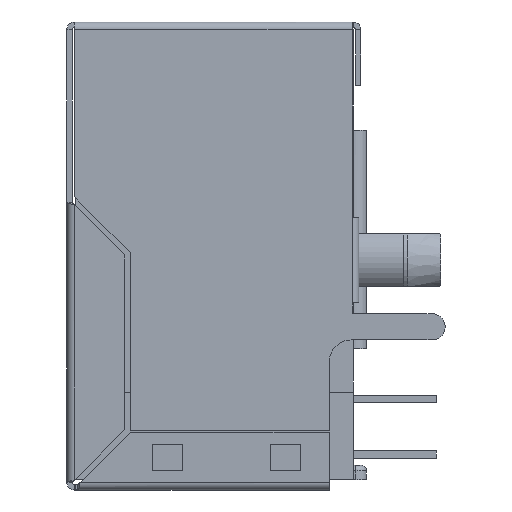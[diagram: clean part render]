
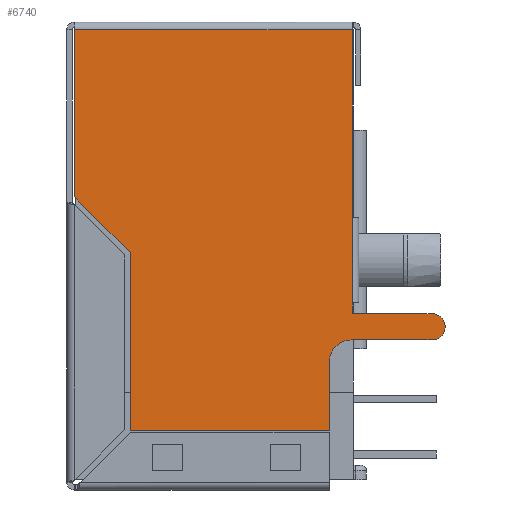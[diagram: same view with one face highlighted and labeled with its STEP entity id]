
A CAD part, left-side view. The second image highlights one B-rep face of the part: STEP entity #6740.
In plain terms, the highlighted planar face has unit normal (-1, 0, 0).
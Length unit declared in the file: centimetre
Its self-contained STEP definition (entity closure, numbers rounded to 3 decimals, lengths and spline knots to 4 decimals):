
#90=PLANE('',#7153);
#402=FACE_OUTER_BOUND('',#792,.T.);
#792=EDGE_LOOP('',(#4737,#4738,#4739,#4740,#4741,#4742,#4743,#4744,#4745,
#4746,#4747,#4748,#4749));
#1208=CIRCLE('',#7154,0.1);
#1209=CIRCLE('',#7155,0.06);
#1368=LINE('',#9684,#2216);
#1374=LINE('',#9698,#2222);
#1375=LINE('',#9700,#2223);
#1376=LINE('',#9704,#2224);
#1377=LINE('',#9707,#2225);
#1378=LINE('',#9709,#2226);
#1379=LINE('',#9711,#2227);
#1380=LINE('',#9713,#2228);
#1381=LINE('',#9715,#2229);
#1382=LINE('',#9717,#2230);
#1383=LINE('',#9718,#2231);
#2216=VECTOR('',#7758,0.05);
#2222=VECTOR('',#7768,0.91);
#2223=VECTOR('',#7769,0.316);
#2224=VECTOR('',#7772,0.37);
#2225=VECTOR('',#7775,0.365);
#2226=VECTOR('',#7776,0.39);
#2227=VECTOR('',#7777,0.859);
#2228=VECTOR('',#7778,1.27);
#2229=VECTOR('',#7779,0.765);
#2230=VECTOR('',#7780,0.3606);
#2231=VECTOR('',#7781,0.815);
#3010=VERTEX_POINT('',#9532);
#3080=VERTEX_POINT('',#9683);
#3085=VERTEX_POINT('',#9696);
#3086=VERTEX_POINT('',#9697);
#3087=VERTEX_POINT('',#9699);
#3088=VERTEX_POINT('',#9701);
#3089=VERTEX_POINT('',#9703);
#3090=VERTEX_POINT('',#9705);
#3091=VERTEX_POINT('',#9708);
#3092=VERTEX_POINT('',#9710);
#3093=VERTEX_POINT('',#9712);
#3094=VERTEX_POINT('',#9714);
#3095=VERTEX_POINT('',#9716);
#3715=EDGE_CURVE('',#3010,#3080,#1368,.T.);
#3721=EDGE_CURVE('',#3085,#3086,#1374,.T.);
#3722=EDGE_CURVE('',#3087,#3085,#1375,.T.);
#3723=EDGE_CURVE('',#3088,#3087,#1208,.T.);
#3724=EDGE_CURVE('',#3088,#3089,#1376,.T.);
#3725=EDGE_CURVE('',#3089,#3090,#1209,.T.);
#3726=EDGE_CURVE('',#3090,#3080,#1377,.T.);
#3727=EDGE_CURVE('',#3010,#3091,#1378,.T.);
#3728=EDGE_CURVE('',#3092,#3091,#1379,.T.);
#3729=EDGE_CURVE('',#3092,#3093,#1380,.T.);
#3730=EDGE_CURVE('',#3094,#3093,#1381,.T.);
#3731=EDGE_CURVE('',#3095,#3094,#1382,.T.);
#3732=EDGE_CURVE('',#3086,#3095,#1383,.T.);
#4737=ORIENTED_EDGE('',*,*,#3721,.F.);
#4738=ORIENTED_EDGE('',*,*,#3722,.F.);
#4739=ORIENTED_EDGE('',*,*,#3723,.F.);
#4740=ORIENTED_EDGE('',*,*,#3724,.T.);
#4741=ORIENTED_EDGE('',*,*,#3725,.T.);
#4742=ORIENTED_EDGE('',*,*,#3726,.T.);
#4743=ORIENTED_EDGE('',*,*,#3715,.F.);
#4744=ORIENTED_EDGE('',*,*,#3727,.T.);
#4745=ORIENTED_EDGE('',*,*,#3728,.F.);
#4746=ORIENTED_EDGE('',*,*,#3729,.T.);
#4747=ORIENTED_EDGE('',*,*,#3730,.F.);
#4748=ORIENTED_EDGE('',*,*,#3731,.F.);
#4749=ORIENTED_EDGE('',*,*,#3732,.F.);
#6740=ADVANCED_FACE('',(#402),#90,.T.);
#7153=AXIS2_PLACEMENT_3D('',#9695,#7766,#7767);
#7154=AXIS2_PLACEMENT_3D('',#9702,#7770,#7771);
#7155=AXIS2_PLACEMENT_3D('',#9706,#7773,#7774);
#7758=DIRECTION('',(0.,0.,-1.));
#7766=DIRECTION('center_axis',(-1.,0.,0.));
#7767=DIRECTION('ref_axis',(0.,0.,1.));
#7768=DIRECTION('',(0.,1.,0.));
#7769=DIRECTION('',(0.,0.,-1.));
#7770=DIRECTION('center_axis',(-1.,0.,0.));
#7771=DIRECTION('ref_axis',(0.,0.,
1.));
#7772=DIRECTION('',(0.,-1.,0.));
#7773=DIRECTION('center_axis',(-1.,0.,0.));
#7774=DIRECTION('ref_axis',(0.,0.,
1.));
#7775=DIRECTION('',(0.,1.,0.));
#7776=DIRECTION('',(0.,0.,1.));
#7777=DIRECTION('',(0.,0.,-1.));
#7778=DIRECTION('',(0.,1.,0.));
#7779=DIRECTION('',(0.,0.,1.));
#7780=DIRECTION('',(0.,0.707,0.707));
#7781=DIRECTION('',(0.,0.,1.));
#9532=CARTESIAN_POINT('',(-1.5505,-1.265,-1.249));
#9683=CARTESIAN_POINT('',(-1.5505,-1.265,-1.299));
#9684=CARTESIAN_POINT('',(-1.5505,-1.265,0.01));
#9695=CARTESIAN_POINT('Origin',(-1.5505,-1.265,0.01));
#9696=CARTESIAN_POINT('',(-1.5505,-1.16,-1.835));
#9697=CARTESIAN_POINT('',(-1.5505,-0.25,-1.835));
#9698=CARTESIAN_POINT('',(-1.5505,-0.25,-1.835));
#9699=CARTESIAN_POINT('',(-1.5505,-1.16,-1.519));
#9700=CARTESIAN_POINT('',(-1.5505,-1.16,0.01));
#9701=CARTESIAN_POINT('',(-1.5505,-1.26,-1.419));
#9702=CARTESIAN_POINT('Origin',(-1.5505,-1.26,-1.519));
#9703=CARTESIAN_POINT('',(-1.5505,-1.63,-1.419));
#9704=CARTESIAN_POINT('',(-1.5505,-1.265,-1.419));
#9705=CARTESIAN_POINT('',(-1.5505,-1.63,-1.299));
#9706=CARTESIAN_POINT('Origin',(-1.5505,-1.63,-1.359));
#9707=CARTESIAN_POINT('',(-1.5505,-1.63,-1.299));
#9708=CARTESIAN_POINT('',(-1.5505,-1.265,-0.859));
#9709=CARTESIAN_POINT('',(-1.5505,-1.265,-1.249));
#9710=CARTESIAN_POINT('',(-1.5505,-1.265,0.));
#9711=CARTESIAN_POINT('',(-1.5505,-1.265,0.01));
#9712=CARTESIAN_POINT('',(-1.5505,0.005,0.));
#9713=CARTESIAN_POINT('',(-1.5505,-1.265,0.));
#9714=CARTESIAN_POINT('',(-1.5505,0.005,-0.765));
#9715=CARTESIAN_POINT('',(-1.5505,0.005,0.01));
#9716=CARTESIAN_POINT('',(-1.5505,-0.25,-1.02));
#9717=CARTESIAN_POINT('',(-1.5505,0.005,-0.765));
#9718=CARTESIAN_POINT('',(-1.5505,-0.25,-1.02));
